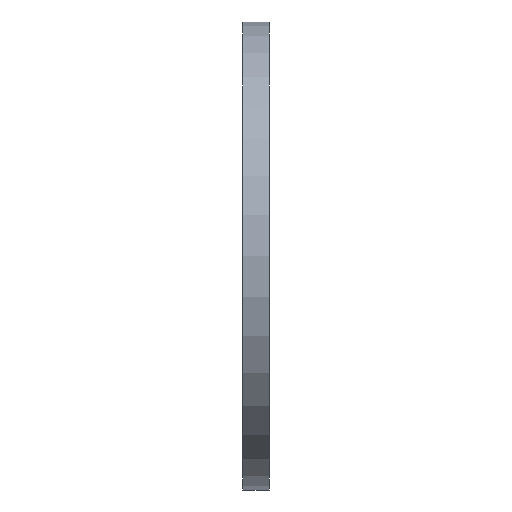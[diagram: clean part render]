
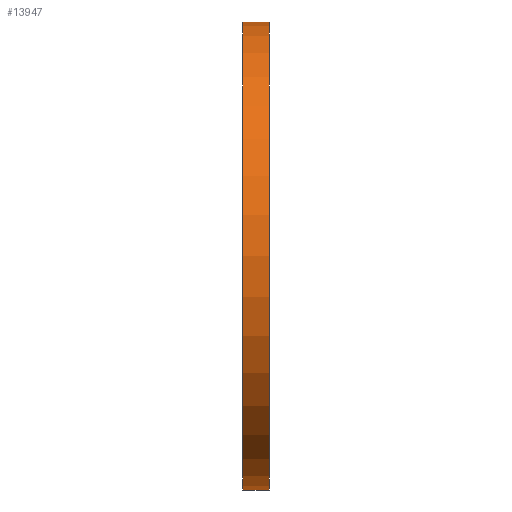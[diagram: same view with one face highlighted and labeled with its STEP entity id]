
A CAD part, left-side view. The second image highlights one B-rep face of the part: STEP entity #13947.
In plain terms, the highlighted cylindrical face has radius 70 mm (diameter 140 mm), a partial arc.
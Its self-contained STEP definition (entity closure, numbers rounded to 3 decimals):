
#234 = CARTESIAN_POINT ( 'NONE',  ( 0., 0., 70. ) ) ;
#1052 = LINE ( 'NONE', #9513, #3778 ) ;
#1249 = CARTESIAN_POINT ( 'NONE',  ( 0., 0., 0. ) ) ;
#1465 = AXIS2_PLACEMENT_3D ( 'NONE', #1249, #8068, #11490 ) ;
#2462 = DIRECTION ( 'NONE',  ( 0., -1., 0. ) ) ;
#2498 = DIRECTION ( 'NONE',  ( 0., 1., 0. ) ) ;
#3778 = VECTOR ( 'NONE', #7232, 1000. ) ;
#4327 = VECTOR ( 'NONE', #5277, 1000. ) ;
#4484 = FACE_OUTER_BOUND ( 'NONE', #4852, .T. ) ;
#4548 = VERTEX_POINT ( 'NONE', #234 ) ;
#4560 = VERTEX_POINT ( 'NONE', #11633 ) ;
#4852 = EDGE_LOOP ( 'NONE', ( #8914, #11137, #5791, #6867 ) ) ;
#5277 = DIRECTION ( 'NONE',  ( 0., -1., 0. ) ) ;
#5791 = ORIENTED_EDGE ( 'NONE', *, *, #14381, .T. ) ;
#6631 = AXIS2_PLACEMENT_3D ( 'NONE', #8234, #2498, #9426 ) ;
#6867 = ORIENTED_EDGE ( 'NONE', *, *, #14219, .T. ) ;
#7232 = DIRECTION ( 'NONE',  ( 0., -1., 0. ) ) ;
#7975 = VERTEX_POINT ( 'NONE', #11863 ) ;
#8068 = DIRECTION ( 'NONE',  ( 0., 1., 0. ) ) ;
#8149 = CARTESIAN_POINT ( 'NONE',  ( 0., 8., 0. ) ) ;
#8180 = VERTEX_POINT ( 'NONE', #13573 ) ;
#8234 = CARTESIAN_POINT ( 'NONE',  ( 0., 8., 0. ) ) ;
#8255 = LINE ( 'NONE', #8765, #4327 ) ;
#8765 = CARTESIAN_POINT ( 'NONE',  ( 0., 8., 70. ) ) ;
#8768 = CIRCLE ( 'NONE', #1465, 70. ) ;
#8914 = ORIENTED_EDGE ( 'NONE', *, *, #10952, .F. ) ;
#9306 = CYLINDRICAL_SURFACE ( 'NONE', #14247, 70. ) ;
#9426 = DIRECTION ( 'NONE',  ( 0., 0., 1. ) ) ;
#9513 = CARTESIAN_POINT ( 'NONE',  ( 0., 8., -70. ) ) ;
#10952 = EDGE_CURVE ( 'NONE', #7975, #4548, #8255, .T. ) ;
#11137 = ORIENTED_EDGE ( 'NONE', *, *, #11904, .F. ) ;
#11490 = DIRECTION ( 'NONE',  ( 0., 0., 1. ) ) ;
#11633 = CARTESIAN_POINT ( 'NONE',  ( 0., 0., -70. ) ) ;
#11863 = CARTESIAN_POINT ( 'NONE',  ( 0., 8., 70. ) ) ;
#11904 = EDGE_CURVE ( 'NONE', #8180, #7975, #13292, .T. ) ;
#13126 = DIRECTION ( 'NONE',  ( 0., 0., -1. ) ) ;
#13292 = CIRCLE ( 'NONE', #6631, 70. ) ;
#13573 = CARTESIAN_POINT ( 'NONE',  ( 0., 8., -70. ) ) ;
#13947 = ADVANCED_FACE ( 'NONE', ( #4484 ), #9306, .T. ) ;
#14219 = EDGE_CURVE ( 'NONE', #4560, #4548, #8768, .T. ) ;
#14247 = AXIS2_PLACEMENT_3D ( 'NONE', #8149, #2462, #13126 ) ;
#14381 = EDGE_CURVE ( 'NONE', #8180, #4560, #1052, .T. ) ;
